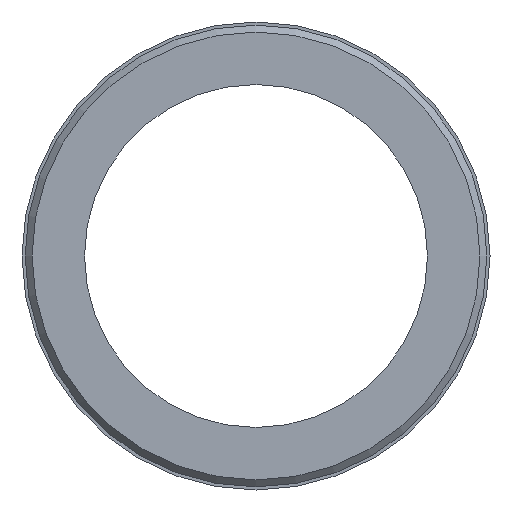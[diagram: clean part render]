
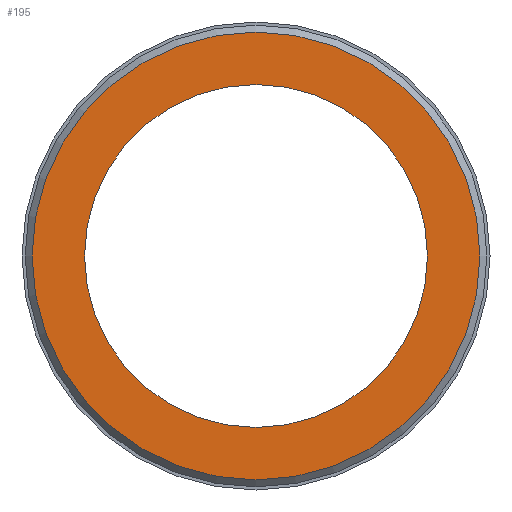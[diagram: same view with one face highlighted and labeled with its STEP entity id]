
A CAD part, front view. The second image highlights one B-rep face of the part: STEP entity #195.
In plain terms, the highlighted planar face has unit normal (0, -1, 0).
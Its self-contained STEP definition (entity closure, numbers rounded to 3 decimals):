
#23=PLANE('',#215);
#32=ORIENTED_EDGE('',*,*,#51,.T.);
#33=ORIENTED_EDGE('',*,*,#50,.T.);
#50=EDGE_CURVE('',#60,#60,#70,.T.);
#51=EDGE_CURVE('',#61,#61,#71,.F.);
#60=VERTEX_POINT('',#282);
#61=VERTEX_POINT('',#285);
#70=CIRCLE('',#214,12.35);
#71=CIRCLE('',#216,16.125);
#82=EDGE_LOOP('',(#32));
#83=EDGE_LOOP('',(#33));
#102=FACE_BOUND('',#82,.T.);
#103=FACE_BOUND('',#83,.T.);
#195=ADVANCED_FACE('',(#102,#103),#23,.F.);
#214=AXIS2_PLACEMENT_3D('',#281,#243,#244);
#215=AXIS2_PLACEMENT_3D('',#283,#245,#246);
#216=AXIS2_PLACEMENT_3D('',#284,#247,#248);
#243=DIRECTION('',(0.,1.,0.));
#244=DIRECTION('',(1.,0.,0.));
#245=DIRECTION('',(0.,1.,0.));
#246=DIRECTION('',(0.,0.,1.));
#247=DIRECTION('',(0.,1.,0.));
#248=DIRECTION('',(0.,0.,1.));
#281=CARTESIAN_POINT('',(0.,-95.,0.));
#282=CARTESIAN_POINT('',(12.35,-95.,0.));
#283=CARTESIAN_POINT('',(0.,-95.,0.));
#284=CARTESIAN_POINT('',(0.,-95.,0.));
#285=CARTESIAN_POINT('',(0.,-95.,16.125));
